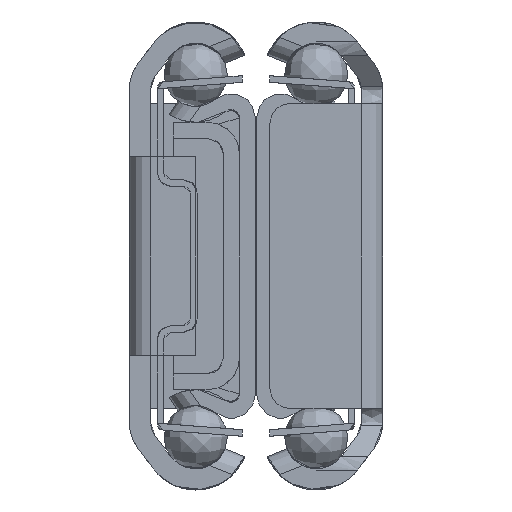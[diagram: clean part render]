
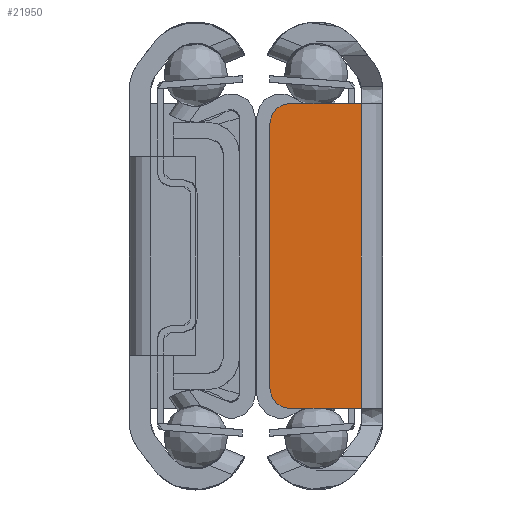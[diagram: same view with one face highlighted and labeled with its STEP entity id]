
A CAD part, left-side view. The second image highlights one B-rep face of the part: STEP entity #21950.
In plain terms, the highlighted free-form (B-spline) face has degree [1, 1] with [2, 2] control points.
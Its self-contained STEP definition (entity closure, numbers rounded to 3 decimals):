
#20337=CARTESIAN_POINT('',(-1140.0,-17.5,-11.5));
#20338=VERTEX_POINT('',#20337);
#20361=CARTESIAN_POINT('',(-1140.0,-17.5,11.5));
#20362=VERTEX_POINT('',#20361);
#20376=CARTESIAN_POINT('',(-1140.0,-17.5,-11.5));
#20377=CARTESIAN_POINT('',(-1140.0,-17.5,11.5));
#20378=QUASI_UNIFORM_CURVE('',1,(#20376,#20377),.UNSPECIFIED.,.F.,.U.);
#20379=EDGE_CURVE('',#20338,#20362,#20378,.T.);
#20528=CARTESIAN_POINT('',(-1140.0,-12.1,-11.5));
#20529=VERTEX_POINT('',#20528);
#20535=CARTESIAN_POINT('',(-1140.0,-10.6,-10.0));
#20536=VERTEX_POINT('',#20535);
#20537=CARTESIAN_POINT('',(-1140.0,-10.6,-10.0));
#20538=CARTESIAN_POINT('',(-1140.0,-10.6,-11.5));
#20539=CARTESIAN_POINT('',(-1140.0,-12.1,-11.5));
#20547=(BOUNDED_CURVE()B_SPLINE_CURVE(2,(#20537,#20538,#20539),.UNSPECIFIED.,.F.,.U.)CURVE()GEOMETRIC_REPRESENTATION_ITEM()QUASI_UNIFORM_CURVE()RATIONAL_B_SPLINE_CURVE((1.0,0.707,1.0))REPRESENTATION_ITEM(''));
#20548=EDGE_CURVE('',#20536,#20529,#20547,.T.);
#20565=CARTESIAN_POINT('',(-1140.0,-10.6,10.0));
#20566=VERTEX_POINT('',#20565);
#20567=CARTESIAN_POINT('',(-1140.0,-10.6,10.0));
#20568=CARTESIAN_POINT('',(-1140.0,-10.6,-10.0));
#20569=QUASI_UNIFORM_CURVE('',1,(#20567,#20568),.UNSPECIFIED.,.F.,.U.);
#20570=EDGE_CURVE('',#20566,#20536,#20569,.T.);
#20596=CARTESIAN_POINT('',(-1140.0,-12.1,11.5));
#20597=VERTEX_POINT('',#20596);
#20598=CARTESIAN_POINT('',(-1140.0,-12.1,11.5));
#20599=CARTESIAN_POINT('',(-1140.0,-10.6,11.5));
#20600=CARTESIAN_POINT('',(-1140.0,-10.6,10.0));
#20608=(BOUNDED_CURVE()B_SPLINE_CURVE(2,(#20598,#20599,#20600),.UNSPECIFIED.,.F.,.U.)CURVE()GEOMETRIC_REPRESENTATION_ITEM()QUASI_UNIFORM_CURVE()RATIONAL_B_SPLINE_CURVE((1.0,0.707,1.0))REPRESENTATION_ITEM(''));
#20609=EDGE_CURVE('',#20597,#20566,#20608,.T.);
#20811=CARTESIAN_POINT('',(-1140.0,-12.1,11.5));
#20812=CARTESIAN_POINT('',(-1140.0,-17.5,11.5));
#20813=QUASI_UNIFORM_CURVE('',1,(#20811,#20812),.UNSPECIFIED.,.F.,.U.);
#20814=EDGE_CURVE('',#20597,#20362,#20813,.T.);
#21086=CARTESIAN_POINT('',(-1140.0,-12.1,-11.5));
#21087=CARTESIAN_POINT('',(-1140.0,-17.5,-11.5));
#21088=QUASI_UNIFORM_CURVE('',1,(#21086,#21087),.UNSPECIFIED.,.F.,.U.);
#21089=EDGE_CURVE('',#20529,#20338,#21088,.T.);
#21937=CARTESIAN_POINT('',(-1140.0,-10.255,12.649));
#21938=CARTESIAN_POINT('',(-1140.0,-17.845,12.649));
#21939=CARTESIAN_POINT('',(-1140.0,-10.255,-12.649));
#21940=CARTESIAN_POINT('',(-1140.0,-17.845,-12.649));
#21941=B_SPLINE_SURFACE_WITH_KNOTS('',1,1,((#21937,#21939),(#21938,#21940)),.UNSPECIFIED.,.F.,.F.,.U.,(2,2),(2,2),(0.0,7.589),(0.0,25.298),.UNSPECIFIED.);
#21942=ORIENTED_EDGE('',*,*,#21089,.T.);
#21943=ORIENTED_EDGE('',*,*,#20379,.T.);
#21944=ORIENTED_EDGE('',*,*,#20814,.F.);
#21945=ORIENTED_EDGE('',*,*,#20609,.T.);
#21946=ORIENTED_EDGE('',*,*,#20570,.T.);
#21947=ORIENTED_EDGE('',*,*,#20548,.T.);
#21948=EDGE_LOOP('',(#21942,#21943,#21944,#21945,#21946,#21947));
#21949=FACE_OUTER_BOUND('',#21948,.T.);
#21950=ADVANCED_FACE('',(#21949),#21941,.F.);
